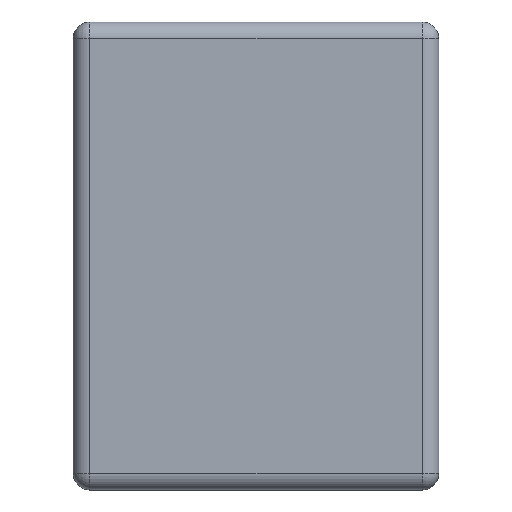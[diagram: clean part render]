
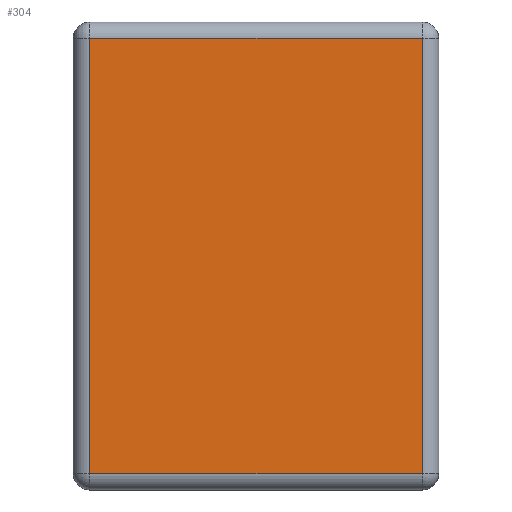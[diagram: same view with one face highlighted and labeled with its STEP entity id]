
A CAD part, left-side view. The second image highlights one B-rep face of the part: STEP entity #304.
In plain terms, the highlighted planar face has unit normal (-1, 0, 0).
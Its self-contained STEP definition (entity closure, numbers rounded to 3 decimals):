
#38 = CARTESIAN_POINT ( 'NONE',  ( -2.25, 0.113, 1.487 ) ) ;
#39 = VERTEX_POINT ( 'NONE', #176 ) ;
#122 = CARTESIAN_POINT ( 'NONE',  ( -2.25, 2.5, -1.488 ) ) ;
#126 = LINE ( 'NONE', #325, #803 ) ;
#134 = EDGE_CURVE ( 'NONE', #320, #39, #201, .T. ) ;
#160 = LINE ( 'NONE', #822, #295 ) ;
#176 = CARTESIAN_POINT ( 'NONE',  ( -2.25, 2.387, 1.487 ) ) ;
#201 = LINE ( 'NONE', #894, #541 ) ;
#284 = CARTESIAN_POINT ( 'NONE',  ( -2.25, 0.113, -1.488 ) ) ;
#295 = VECTOR ( 'NONE', #677, 1000. ) ;
#304 = ADVANCED_FACE ( 'NONE', ( #736 ), #635, .F. ) ;
#314 = EDGE_CURVE ( 'NONE', #755, #509, #1027, .T. ) ;
#320 = VERTEX_POINT ( 'NONE', #38 ) ;
#322 = CARTESIAN_POINT ( 'NONE',  ( -2.25, 2.5, -1.6 ) ) ;
#325 = CARTESIAN_POINT ( 'NONE',  ( -2.25, 0.113, -1.6 ) ) ;
#410 = VECTOR ( 'NONE', #523, 1000. ) ;
#507 = ORIENTED_EDGE ( 'NONE', *, *, #1248, .T. ) ;
#509 = VERTEX_POINT ( 'NONE', #284 ) ;
#523 = DIRECTION ( 'NONE',  ( 0., -1., 0. ) ) ;
#530 = DIRECTION ( 'NONE',  ( 1., 0., 0. ) ) ;
#541 = VECTOR ( 'NONE', #1090, 1000. ) ;
#631 = ORIENTED_EDGE ( 'NONE', *, *, #314, .T. ) ;
#635 = PLANE ( 'NONE',  #900 ) ;
#643 = ORIENTED_EDGE ( 'NONE', *, *, #134, .T. ) ;
#677 = DIRECTION ( 'NONE',  ( 0., 0., -1. ) ) ;
#736 = FACE_OUTER_BOUND ( 'NONE', #982, .T. ) ;
#755 = VERTEX_POINT ( 'NONE', #920 ) ;
#803 = VECTOR ( 'NONE', #1015, 1000. ) ;
#822 = CARTESIAN_POINT ( 'NONE',  ( -2.25, 2.387, -1.6 ) ) ;
#894 = CARTESIAN_POINT ( 'NONE',  ( -2.25, 2.5, 1.487 ) ) ;
#900 = AXIS2_PLACEMENT_3D ( 'NONE', #322, #530, #1126 ) ;
#920 = CARTESIAN_POINT ( 'NONE',  ( -2.25, 2.387, -1.488 ) ) ;
#982 = EDGE_LOOP ( 'NONE', ( #507, #631, #1123, #643 ) ) ;
#1015 = DIRECTION ( 'NONE',  ( 0., 0., 1. ) ) ;
#1027 = LINE ( 'NONE', #122, #410 ) ;
#1089 = EDGE_CURVE ( 'NONE', #509, #320, #126, .T. ) ;
#1090 = DIRECTION ( 'NONE',  ( 0., 1., 0. ) ) ;
#1123 = ORIENTED_EDGE ( 'NONE', *, *, #1089, .T. ) ;
#1126 = DIRECTION ( 'NONE',  ( 0., 0., -1. ) ) ;
#1248 = EDGE_CURVE ( 'NONE', #39, #755, #160, .T. ) ;
